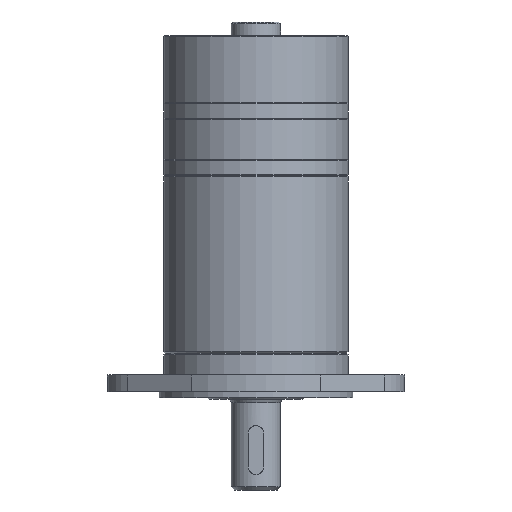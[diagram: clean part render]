
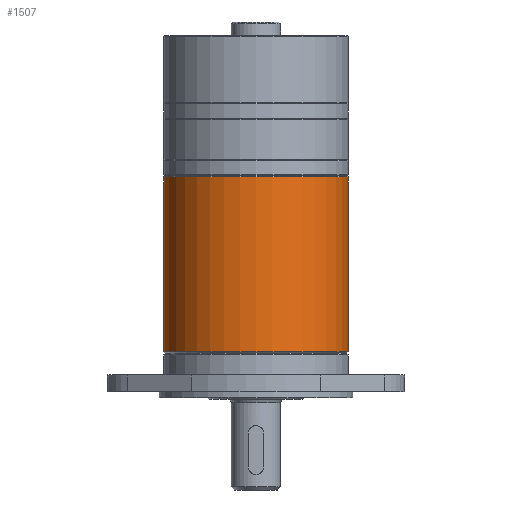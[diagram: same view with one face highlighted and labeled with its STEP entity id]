
A CAD part, front view. The second image highlights one B-rep face of the part: STEP entity #1507.
In plain terms, the highlighted cylindrical face has radius 30 mm (diameter 60 mm), a partial arc.
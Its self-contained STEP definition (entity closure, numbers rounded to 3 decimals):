
#1507 = ADVANCED_FACE ( 'NONE', ( #2339 ), #2338, .T. ) ;
#1508 = EDGE_LOOP ( 'NONE', ( #1509, #1510, #8150, #8151 ) ) ;
#1509 = ORIENTED_EDGE ( 'NONE', *, *, #6979, .F. ) ;
#1510 = ORIENTED_EDGE ( 'NONE', *, *, #8149, .T. ) ;
#2334 = DIRECTION ( 'NONE',  ( -1., 0., 0. ) ) ;
#2335 = DIRECTION ( 'NONE',  ( 0., 0., -1. ) ) ;
#2336 = CARTESIAN_POINT ( 'NONE',  ( 0., 0., 68. ) ) ;
#2337 = AXIS2_PLACEMENT_3D ( 'NONE', #2336, #2335, #2334 ) ;
#2338 = CYLINDRICAL_SURFACE ( 'NONE', #2337, 30. ) ;
#2339 = FACE_OUTER_BOUND ( 'NONE', #1508, .T. ) ;
#3765 = DIRECTION ( 'NONE',  ( 0., 0., -1. ) ) ;
#3766 = VECTOR ( 'NONE', #3765, 1000. ) ;
#3767 = CARTESIAN_POINT ( 'NONE',  ( -30., 0., 68. ) ) ;
#3768 = LINE ( 'NONE', #3767, #3766 ) ;
#3769 = DIRECTION ( 'NONE',  ( 0., 0., -1. ) ) ;
#3770 = VECTOR ( 'NONE', #3769, 1000. ) ;
#3771 = CARTESIAN_POINT ( 'NONE',  ( 30., 0., 68. ) ) ;
#3772 = LINE ( 'NONE', #3771, #3770 ) ;
#3793 = CARTESIAN_POINT ( 'NONE',  ( 30., 0., 10.5 ) ) ;
#3799 = CARTESIAN_POINT ( 'NONE',  ( -30., 0., 10.5 ) ) ;
#3829 = CARTESIAN_POINT ( 'NONE',  ( -30., 0., 67.5 ) ) ;
#3835 = CARTESIAN_POINT ( 'NONE',  ( 30., 0., 67.5 ) ) ;
#5756 = CARTESIAN_POINT ( 'NONE',  ( 0., 0., 67.5 ) ) ;
#5757 = AXIS2_PLACEMENT_3D ( 'NONE', #5756, #5818, #5817 ) ;
#5758 = CIRCLE ( 'NONE', #5757, 30. ) ;
#5759 = CARTESIAN_POINT ( 'NONE',  ( 0., 0., 10.5 ) ) ;
#5813 = DIRECTION ( 'NONE',  ( 1., 0., 0. ) ) ;
#5814 = DIRECTION ( 'NONE',  ( 0., 0., 1. ) ) ;
#5815 = AXIS2_PLACEMENT_3D ( 'NONE', #5759, #5814, #5813 ) ;
#5816 = CIRCLE ( 'NONE', #5815, 30. ) ;
#5817 = DIRECTION ( 'NONE',  ( 1., 0., 0. ) ) ;
#5818 = DIRECTION ( 'NONE',  ( 0., 0., -1. ) ) ;
#6979 = EDGE_CURVE ( 'NONE', #7013, #7000, #3772, .T. ) ;
#6982 = EDGE_CURVE ( 'NONE', #7016, #6997, #3768, .T. ) ;
#6997 = VERTEX_POINT ( 'NONE', #3799 ) ;
#7000 = VERTEX_POINT ( 'NONE', #3793 ) ;
#7013 = VERTEX_POINT ( 'NONE', #3835 ) ;
#7016 = VERTEX_POINT ( 'NONE', #3829 ) ;
#8149 = EDGE_CURVE ( 'NONE', #7013, #7016, #5758, .T. ) ;
#8150 = ORIENTED_EDGE ( 'NONE', *, *, #6982, .T. ) ;
#8151 = ORIENTED_EDGE ( 'NONE', *, *, #8152, .T. ) ;
#8152 = EDGE_CURVE ( 'NONE', #6997, #7000, #5816, .T. ) ;
